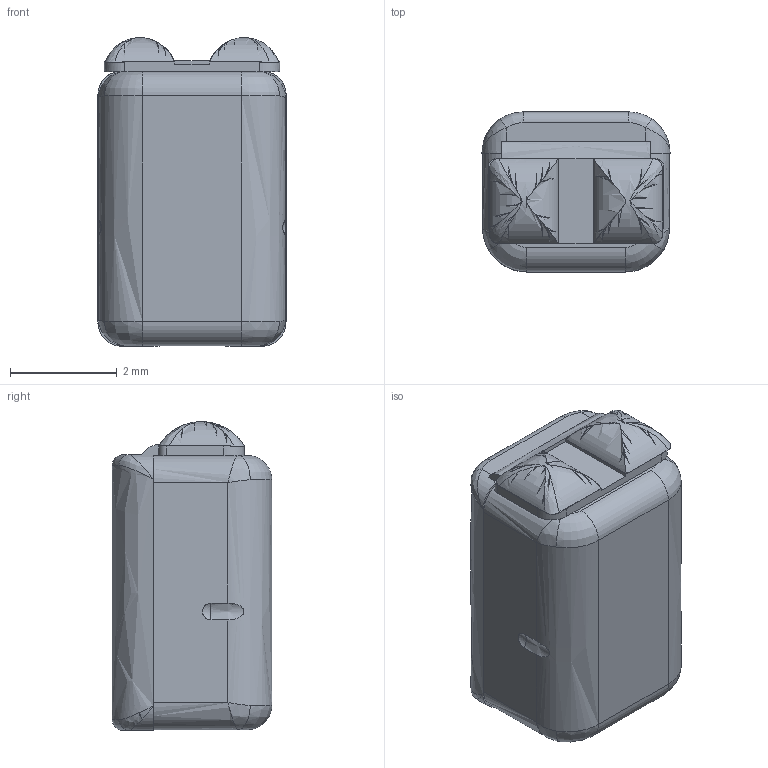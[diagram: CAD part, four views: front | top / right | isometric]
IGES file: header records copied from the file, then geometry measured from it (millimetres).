
Start section:  PTC IGES file: ffc-26853-i05_sw.igs
Global section: file name: ffc-26853-i05_sw.igs; native system: Pro/ENGINEER by Parametric Technology Corporation; preprocessor: 2005070; author: rgrounds; organization: Unknown; date: 060424.105955; units: inch
Bounding box: 3.53 x 3 x 5.79 mm (x, y, z)
Surface area: 197 mm2 (no closed solid volume)
Topology: 0 solids, 0 shells, 283 faces, 1470 edges, 1468 vertices
Faces by surface type: revolution 162, bspline 121
